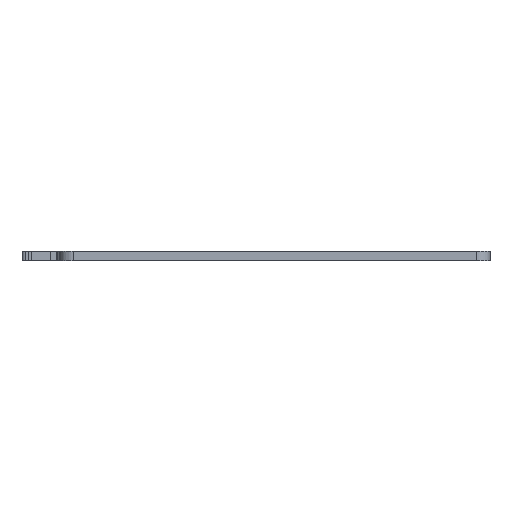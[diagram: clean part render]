
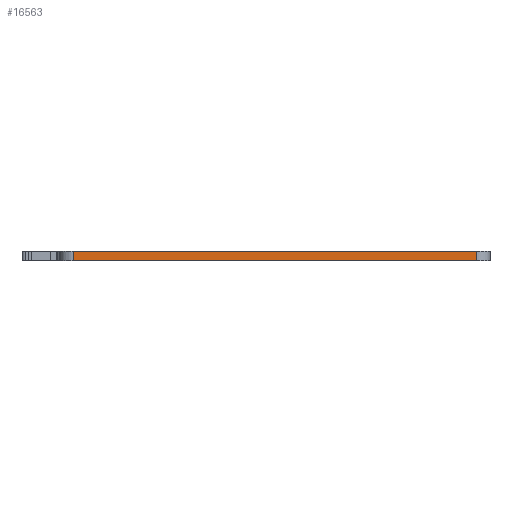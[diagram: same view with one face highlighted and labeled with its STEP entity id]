
A CAD part, left-side view. The second image highlights one B-rep face of the part: STEP entity #16563.
In plain terms, the highlighted planar face has unit normal (-1, 0, 0).
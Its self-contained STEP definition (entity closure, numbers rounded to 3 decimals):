
#84 = PLANE('',#85);
#85 = AXIS2_PLACEMENT_3D('',#86,#87,#88);
#86 = CARTESIAN_POINT('',(189.829,-80.928,1.6));
#87 = DIRECTION('',(0.,0.,1.));
#88 = DIRECTION('',(1.,0.,-0.));
#139 = PLANE('',#140);
#140 = AXIS2_PLACEMENT_3D('',#141,#142,#143);
#141 = CARTESIAN_POINT('',(189.829,-80.928,0.));
#142 = DIRECTION('',(0.,0.,1.));
#143 = DIRECTION('',(1.,0.,-0.));
#532 = VERTEX_POINT('',#533);
#533 = CARTESIAN_POINT('',(77.961,-46.646,0.));
#548 = CYLINDRICAL_SURFACE('',#549,2.381);
#549 = AXIS2_PLACEMENT_3D('',#550,#551,#552);
#550 = CARTESIAN_POINT('',(80.342,-46.646,0.));
#551 = DIRECTION('',(-0.,-0.,-1.));
#552 = DIRECTION('',(1.,0.,-0.));
#560 = EDGE_CURVE('',#561,#532,#563,.T.);
#561 = VERTEX_POINT('',#562);
#562 = CARTESIAN_POINT('',(77.96,-116.892,0.));
#563 = SURFACE_CURVE('',#564,(#568,#575),.PCURVE_S1.);
#564 = LINE('',#565,#566);
#565 = CARTESIAN_POINT('',(77.96,-116.892,0.));
#566 = VECTOR('',#567,1.);
#567 = DIRECTION('',(0.,1.,0.));
#568 = PCURVE('',#139,#569);
#569 = DEFINITIONAL_REPRESENTATION('',(#570),#574);
#570 = LINE('',#571,#572);
#571 = CARTESIAN_POINT('',(-111.869,-35.965));
#572 = VECTOR('',#573,1.);
#573 = DIRECTION('',(0.,1.));
#574 = ( GEOMETRIC_REPRESENTATION_CONTEXT(2) 
PARAMETRIC_REPRESENTATION_CONTEXT() REPRESENTATION_CONTEXT('2D SPACE',''
  ) );
#575 = PCURVE('',#576,#581);
#576 = PLANE('',#577);
#577 = AXIS2_PLACEMENT_3D('',#578,#579,#580);
#578 = CARTESIAN_POINT('',(77.96,-116.892,0.));
#579 = DIRECTION('',(-1.,0.,0.));
#580 = DIRECTION('',(0.,1.,0.));
#581 = DEFINITIONAL_REPRESENTATION('',(#582),#586);
#582 = LINE('',#583,#584);
#583 = CARTESIAN_POINT('',(0.,0.));
#584 = VECTOR('',#585,1.);
#585 = DIRECTION('',(1.,0.));
#586 = ( GEOMETRIC_REPRESENTATION_CONTEXT(2) 
PARAMETRIC_REPRESENTATION_CONTEXT() REPRESENTATION_CONTEXT('2D SPACE',''
  ) );
#605 = CYLINDRICAL_SURFACE('',#606,2.382);
#606 = AXIS2_PLACEMENT_3D('',#607,#608,#609);
#607 = CARTESIAN_POINT('',(80.342,-116.892,0.));
#608 = DIRECTION('',(-0.,-0.,-1.));
#609 = DIRECTION('',(1.,0.,-0.));
#9195 = VERTEX_POINT('',#9196);
#9196 = CARTESIAN_POINT('',(77.961,-46.646,1.6));
#9218 = EDGE_CURVE('',#9219,#9195,#9221,.T.);
#9219 = VERTEX_POINT('',#9220);
#9220 = CARTESIAN_POINT('',(77.96,-116.892,1.6));
#9221 = SURFACE_CURVE('',#9222,(#9226,#9233),.PCURVE_S1.);
#9222 = LINE('',#9223,#9224);
#9223 = CARTESIAN_POINT('',(77.96,-116.892,1.6));
#9224 = VECTOR('',#9225,1.);
#9225 = DIRECTION('',(0.,1.,0.));
#9226 = PCURVE('',#84,#9227);
#9227 = DEFINITIONAL_REPRESENTATION('',(#9228),#9232);
#9228 = LINE('',#9229,#9230);
#9229 = CARTESIAN_POINT('',(-111.869,-35.965));
#9230 = VECTOR('',#9231,1.);
#9231 = DIRECTION('',(0.,1.));
#9232 = ( GEOMETRIC_REPRESENTATION_CONTEXT(2) 
PARAMETRIC_REPRESENTATION_CONTEXT() REPRESENTATION_CONTEXT('2D SPACE',''
  ) );
#9233 = PCURVE('',#576,#9234);
#9234 = DEFINITIONAL_REPRESENTATION('',(#9235),#9239);
#9235 = LINE('',#9236,#9237);
#9236 = CARTESIAN_POINT('',(0.,-1.6));
#9237 = VECTOR('',#9238,1.);
#9238 = DIRECTION('',(1.,0.));
#9239 = ( GEOMETRIC_REPRESENTATION_CONTEXT(2) 
PARAMETRIC_REPRESENTATION_CONTEXT() REPRESENTATION_CONTEXT('2D SPACE',''
  ) );
#16513 = EDGE_CURVE('',#561,#9219,#16514,.T.);
#16514 = SURFACE_CURVE('',#16515,(#16519,#16526),.PCURVE_S1.);
#16515 = LINE('',#16516,#16517);
#16516 = CARTESIAN_POINT('',(77.96,-116.892,0.));
#16517 = VECTOR('',#16518,1.);
#16518 = DIRECTION('',(0.,0.,1.));
#16519 = PCURVE('',#605,#16520);
#16520 = DEFINITIONAL_REPRESENTATION('',(#16521),#16525);
#16521 = LINE('',#16522,#16523);
#16522 = CARTESIAN_POINT('',(-3.142,0.));
#16523 = VECTOR('',#16524,1.);
#16524 = DIRECTION('',(-0.,-1.));
#16525 = ( GEOMETRIC_REPRESENTATION_CONTEXT(2) 
PARAMETRIC_REPRESENTATION_CONTEXT() REPRESENTATION_CONTEXT('2D SPACE',''
  ) );
#16526 = PCURVE('',#576,#16527);
#16527 = DEFINITIONAL_REPRESENTATION('',(#16528),#16532);
#16528 = LINE('',#16529,#16530);
#16529 = CARTESIAN_POINT('',(0.,0.));
#16530 = VECTOR('',#16531,1.);
#16531 = DIRECTION('',(0.,-1.));
#16532 = ( GEOMETRIC_REPRESENTATION_CONTEXT(2) 
PARAMETRIC_REPRESENTATION_CONTEXT() REPRESENTATION_CONTEXT('2D SPACE',''
  ) );
#16563 = ADVANCED_FACE('',(#16564),#576,.T.);
#16564 = FACE_BOUND('',#16565,.T.);
#16565 = EDGE_LOOP('',(#16566,#16567,#16568,#16589));
#16566 = ORIENTED_EDGE('',*,*,#16513,.T.);
#16567 = ORIENTED_EDGE('',*,*,#9218,.T.);
#16568 = ORIENTED_EDGE('',*,*,#16569,.F.);
#16569 = EDGE_CURVE('',#532,#9195,#16570,.T.);
#16570 = SURFACE_CURVE('',#16571,(#16575,#16582),.PCURVE_S1.);
#16571 = LINE('',#16572,#16573);
#16572 = CARTESIAN_POINT('',(77.961,-46.646,0.));
#16573 = VECTOR('',#16574,1.);
#16574 = DIRECTION('',(0.,0.,1.));
#16575 = PCURVE('',#576,#16576);
#16576 = DEFINITIONAL_REPRESENTATION('',(#16577),#16581);
#16577 = LINE('',#16578,#16579);
#16578 = CARTESIAN_POINT('',(70.247,0.));
#16579 = VECTOR('',#16580,1.);
#16580 = DIRECTION('',(0.,-1.));
#16581 = ( GEOMETRIC_REPRESENTATION_CONTEXT(2) 
PARAMETRIC_REPRESENTATION_CONTEXT() REPRESENTATION_CONTEXT('2D SPACE',''
  ) );
#16582 = PCURVE('',#548,#16583);
#16583 = DEFINITIONAL_REPRESENTATION('',(#16584),#16588);
#16584 = LINE('',#16585,#16586);
#16585 = CARTESIAN_POINT('',(-3.142,0.));
#16586 = VECTOR('',#16587,1.);
#16587 = DIRECTION('',(-0.,-1.));
#16588 = ( GEOMETRIC_REPRESENTATION_CONTEXT(2) 
PARAMETRIC_REPRESENTATION_CONTEXT() REPRESENTATION_CONTEXT('2D SPACE',''
  ) );
#16589 = ORIENTED_EDGE('',*,*,#560,.F.);
